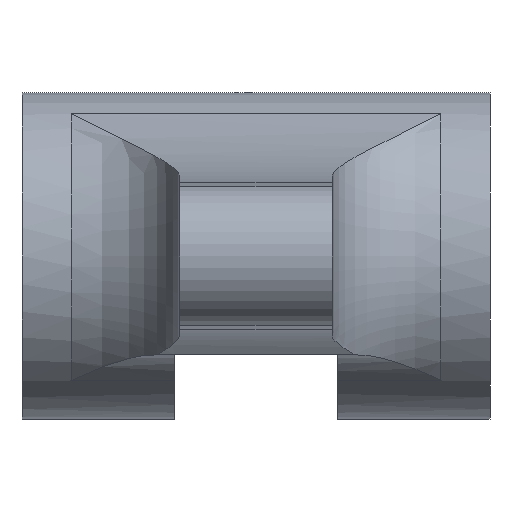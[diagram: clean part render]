
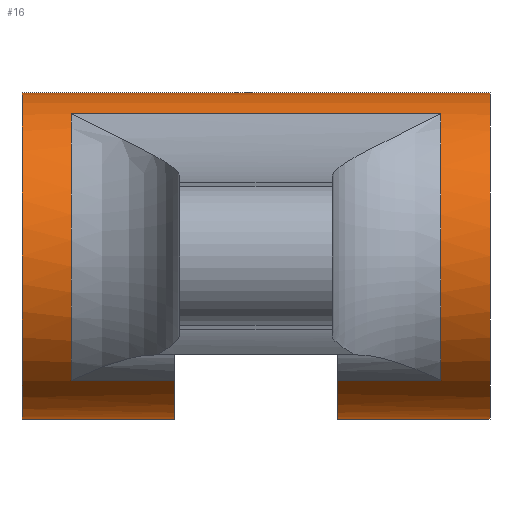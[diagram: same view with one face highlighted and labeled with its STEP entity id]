
A CAD part, front view. The second image highlights one B-rep face of the part: STEP entity #16.
In plain terms, the highlighted cylindrical face has radius 3 mm (diameter 6 mm), a partial arc.
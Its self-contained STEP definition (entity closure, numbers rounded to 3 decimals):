
#16 = ADVANCED_FACE ( 'NONE', ( #289 ), #517, .T. ) ;
#25 = CARTESIAN_POINT ( 'NONE',  ( 1.5, 12., 0. ) ) ;
#41 = ORIENTED_EDGE ( 'NONE', *, *, #257, .F. ) ;
#46 = VERTEX_POINT ( 'NONE', #607 ) ;
#48 = CIRCLE ( 'NONE', #472, 3. ) ;
#49 = DIRECTION ( 'NONE',  ( 1., 0., 0. ) ) ;
#61 = DIRECTION ( 'NONE',  ( -1., 0., 0. ) ) ;
#121 = EDGE_CURVE ( 'NONE', #827, #135, #376, .T. ) ;
#132 = DIRECTION ( 'NONE',  ( 0., 0., -1. ) ) ;
#135 = VERTEX_POINT ( 'NONE', #787 ) ;
#169 = CARTESIAN_POINT ( 'NONE',  ( -1.4, 10.062, -2.29 ) ) ;
#190 = AXIS2_PLACEMENT_3D ( 'NONE', #511, #249, #545 ) ;
#198 = CARTESIAN_POINT ( 'NONE',  ( 1.5, 10.062, -2.29 ) ) ;
#204 = CARTESIAN_POINT ( 'NONE',  ( -1.4, 10.062, -2.29 ) ) ;
#209 = ORIENTED_EDGE ( 'NONE', *, *, #987, .T. ) ;
#212 = DIRECTION ( 'NONE',  ( 1., 0., 0. ) ) ;
#223 = CARTESIAN_POINT ( 'NONE',  ( 3.4, 12., 0. ) ) ;
#242 = VECTOR ( 'NONE', #61, 1000. ) ;
#248 = LINE ( 'NONE', #961, #407 ) ;
#249 = DIRECTION ( 'NONE',  ( -1., 0., 0. ) ) ;
#251 = ORIENTED_EDGE ( 'NONE', *, *, #821, .T. ) ;
#257 = EDGE_CURVE ( 'NONE', #480, #46, #48, .T. ) ;
#259 = ORIENTED_EDGE ( 'NONE', *, *, #1013, .T. ) ;
#262 = DIRECTION ( 'NONE',  ( 0., 1., 0. ) ) ;
#270 = EDGE_CURVE ( 'NONE', #722, #844, #623, .T. ) ;
#277 = ORIENTED_EDGE ( 'NONE', *, *, #791, .T. ) ;
#278 = DIRECTION ( 'NONE',  ( 1., 0., 0. ) ) ;
#284 = CARTESIAN_POINT ( 'NONE',  ( -1.4, 12., 0. ) ) ;
#287 = CARTESIAN_POINT ( 'NONE',  ( 3.4, 10.062, -2.29 ) ) ;
#289 = FACE_OUTER_BOUND ( 'NONE', #1010, .T. ) ;
#293 = CARTESIAN_POINT ( 'NONE',  ( -3.4, 10.535, 2.618 ) ) ;
#308 = VECTOR ( 'NONE', #585, 1000. ) ;
#323 = ORIENTED_EDGE ( 'NONE', *, *, #694, .T. ) ;
#343 = VERTEX_POINT ( 'NONE', #906 ) ;
#348 = ORIENTED_EDGE ( 'NONE', *, *, #630, .T. ) ;
#351 = DIRECTION ( 'NONE',  ( 0., 1., 0. ) ) ;
#359 = CARTESIAN_POINT ( 'NONE',  ( 4.305, 12., 3. ) ) ;
#371 = CARTESIAN_POINT ( 'NONE',  ( -1.4, 12., -3. ) ) ;
#376 = CIRCLE ( 'NONE', #190, 3. ) ;
#379 = CARTESIAN_POINT ( 'NONE',  ( -1.5, 10.062, -2.29 ) ) ;
#392 = LINE ( 'NONE', #645, #638 ) ;
#394 = CARTESIAN_POINT ( 'NONE',  ( -1.5, 12., 0. ) ) ;
#398 = CARTESIAN_POINT ( 'NONE',  ( -1.4, 10.535, 2.618 ) ) ;
#407 = VECTOR ( 'NONE', #725, 1000. ) ;
#417 = VERTEX_POINT ( 'NONE', #690 ) ;
#431 = AXIS2_PLACEMENT_3D ( 'NONE', #284, #674, #747 ) ;
#447 = DIRECTION ( 'NONE',  ( 0., 0., -1. ) ) ;
#472 = AXIS2_PLACEMENT_3D ( 'NONE', #589, #278, #262 ) ;
#480 = VERTEX_POINT ( 'NONE', #359 ) ;
#487 = VECTOR ( 'NONE', #711, 1000. ) ;
#489 = AXIS2_PLACEMENT_3D ( 'NONE', #917, #521, #447 ) ;
#511 = CARTESIAN_POINT ( 'NONE',  ( -4.305, 12., 0. ) ) ;
#517 = CYLINDRICAL_SURFACE ( 'NONE', #431, 3. ) ;
#521 = DIRECTION ( 'NONE',  ( -1., 0., 0. ) ) ;
#525 = VERTEX_POINT ( 'NONE', #628 ) ;
#545 = DIRECTION ( 'NONE',  ( 0., 1., 0. ) ) ;
#572 = CIRCLE ( 'NONE', #870, 3. ) ;
#579 = DIRECTION ( 'NONE',  ( 0., 1., 0. ) ) ;
#585 = DIRECTION ( 'NONE',  ( -1., 0., 0. ) ) ;
#589 = CARTESIAN_POINT ( 'NONE',  ( 4.305, 12., 0. ) ) ;
#600 = EDGE_CURVE ( 'NONE', #135, #480, #392, .T. ) ;
#607 = CARTESIAN_POINT ( 'NONE',  ( 4.305, 12., -3. ) ) ;
#623 = CIRCLE ( 'NONE', #1026, 3. ) ;
#624 = AXIS2_PLACEMENT_3D ( 'NONE', #394, #707, #351 ) ;
#628 = CARTESIAN_POINT ( 'NONE',  ( -3.4, 10.062, -2.29 ) ) ;
#630 = EDGE_CURVE ( 'NONE', #874, #343, #790, .T. ) ;
#638 = VECTOR ( 'NONE', #956, 1000. ) ;
#641 = CIRCLE ( 'NONE', #489, 3. ) ;
#645 = CARTESIAN_POINT ( 'NONE',  ( -1.4, 12., 3. ) ) ;
#652 = ORIENTED_EDGE ( 'NONE', *, *, #756, .T. ) ;
#653 = VECTOR ( 'NONE', #49, 1000. ) ;
#654 = CARTESIAN_POINT ( 'NONE',  ( 1.5, 12., -3. ) ) ;
#668 = DIRECTION ( 'NONE',  ( -1., 0., 0. ) ) ;
#674 = DIRECTION ( 'NONE',  ( 1., 0., 0. ) ) ;
#681 = ORIENTED_EDGE ( 'NONE', *, *, #270, .F. ) ;
#690 = CARTESIAN_POINT ( 'NONE',  ( -1.5, 12., -3. ) ) ;
#694 = EDGE_CURVE ( 'NONE', #827, #417, #248, .T. ) ;
#705 = ORIENTED_EDGE ( 'NONE', *, *, #600, .F. ) ;
#707 = DIRECTION ( 'NONE',  ( -1., 0., 0. ) ) ;
#711 = DIRECTION ( 'NONE',  ( 1., 0., 0. ) ) ;
#717 = CIRCLE ( 'NONE', #624, 3. ) ;
#722 = VERTEX_POINT ( 'NONE', #654 ) ;
#725 = DIRECTION ( 'NONE',  ( 1., 0., 0. ) ) ;
#747 = DIRECTION ( 'NONE',  ( 0., 0., -1. ) ) ;
#756 = EDGE_CURVE ( 'NONE', #807, #525, #923, .T. ) ;
#758 = LINE ( 'NONE', #371, #653 ) ;
#775 = CARTESIAN_POINT ( 'NONE',  ( -4.305, 12., -3. ) ) ;
#787 = CARTESIAN_POINT ( 'NONE',  ( -4.305, 12., 3. ) ) ;
#790 = LINE ( 'NONE', #398, #487 ) ;
#791 = EDGE_CURVE ( 'NONE', #343, #802, #572, .T. ) ;
#802 = VERTEX_POINT ( 'NONE', #287 ) ;
#807 = VERTEX_POINT ( 'NONE', #379 ) ;
#812 = ORIENTED_EDGE ( 'NONE', *, *, #866, .T. ) ;
#821 = EDGE_CURVE ( 'NONE', #722, #46, #758, .T. ) ;
#827 = VERTEX_POINT ( 'NONE', #775 ) ;
#844 = VERTEX_POINT ( 'NONE', #198 ) ;
#866 = EDGE_CURVE ( 'NONE', #525, #874, #641, .T. ) ;
#870 = AXIS2_PLACEMENT_3D ( 'NONE', #223, #212, #132 ) ;
#872 = ORIENTED_EDGE ( 'NONE', *, *, #121, .F. ) ;
#874 = VERTEX_POINT ( 'NONE', #293 ) ;
#881 = LINE ( 'NONE', #169, #308 ) ;
#906 = CARTESIAN_POINT ( 'NONE',  ( 3.4, 10.535, 2.618 ) ) ;
#917 = CARTESIAN_POINT ( 'NONE',  ( -3.4, 12., 0. ) ) ;
#923 = LINE ( 'NONE', #204, #242 ) ;
#956 = DIRECTION ( 'NONE',  ( 1., 0., 0. ) ) ;
#961 = CARTESIAN_POINT ( 'NONE',  ( -1.4, 12., -3. ) ) ;
#987 = EDGE_CURVE ( 'NONE', #417, #807, #717, .T. ) ;
#1010 = EDGE_LOOP ( 'NONE', ( #705, #872, #323, #209, #652, #812, #348, #277, #259, #681, #251, #41 ) ) ;
#1013 = EDGE_CURVE ( 'NONE', #802, #844, #881, .T. ) ;
#1026 = AXIS2_PLACEMENT_3D ( 'NONE', #25, #668, #579 ) ;
